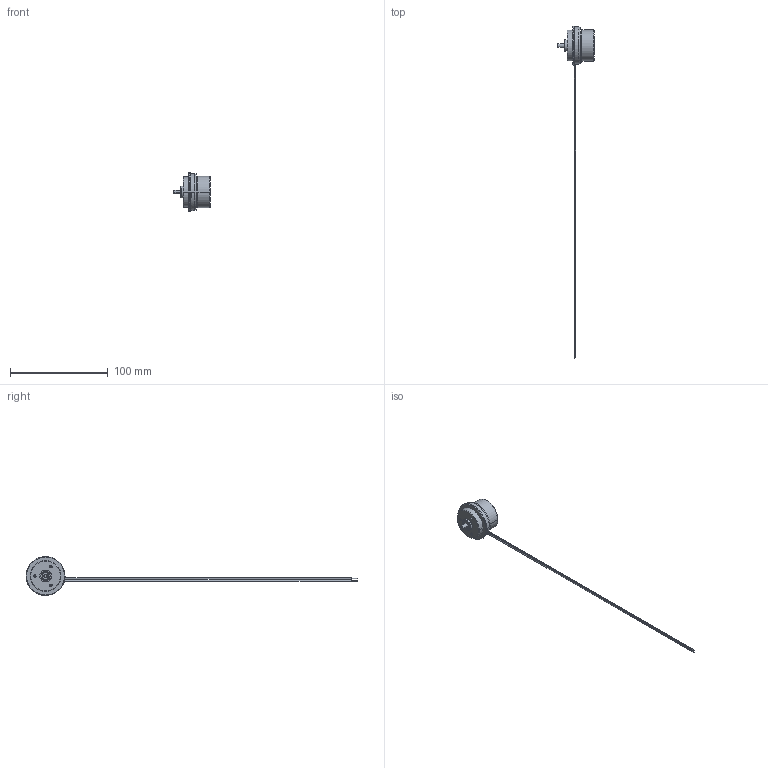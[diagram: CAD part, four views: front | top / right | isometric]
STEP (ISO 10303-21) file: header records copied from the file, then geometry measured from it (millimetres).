
FILE_DESCRIPTION((''),'2;1');
FILE_NAME('1009818','2016-10-10T',('mmagpetk'),(''),'CREO PARAMETRIC BY PTC INC, 2016050','CREO PARAMETRIC BY PTC INC, 2016050','');
FILE_SCHEMA(('CONFIG_CONTROL_DESIGN'));
Length unit declared in the file: millimetre
Products named in the file (1): 1009818
Bounding box: 38 x 340 x 40 mm (x, y, z)
Volume: 25334.7 mm3; surface area: 8420.2 mm2
Topology: 1 solids, 1 shells, 77 faces, 168 edges, 103 vertices
Faces by surface type: cylinder 38, plane 19, torus 10, cone 10
Entity records: 2242 total; most frequent: DIRECTION 410, CARTESIAN_POINT 398, ORIENTED_EDGE 324, AXIS2_PLACEMENT_3D 179, EDGE_CURVE 162, VERTEX_POINT 103, CIRCLE 102, EDGE_LOOP 93
